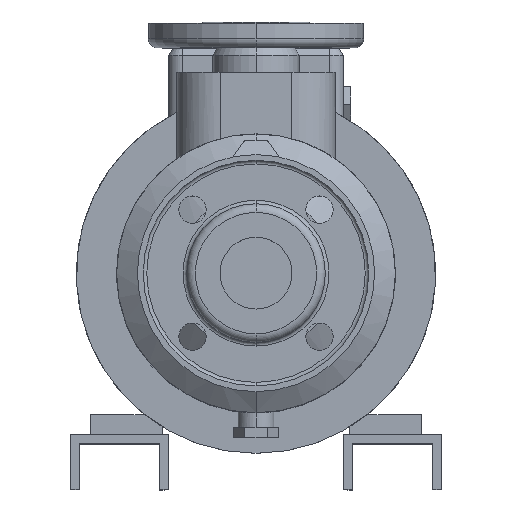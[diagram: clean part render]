
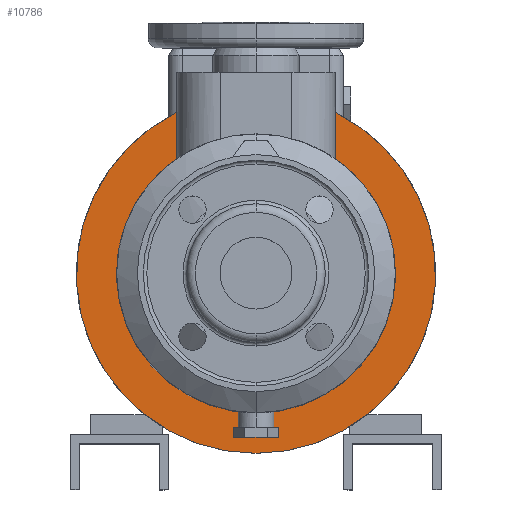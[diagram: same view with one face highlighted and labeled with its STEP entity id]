
A CAD part, top view. The second image highlights one B-rep face of the part: STEP entity #10786.
In plain terms, the highlighted planar face has unit normal (0, 0, 1).
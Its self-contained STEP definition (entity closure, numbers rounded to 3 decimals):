
#10 = VERTEX_POINT ( 'NONE', #5406 ) ;
#305 = AXIS2_PLACEMENT_3D ( 'NONE', #9470, #4104, #8492 ) ;
#465 = DIRECTION ( 'NONE',  ( 0., 0., 1. ) ) ;
#701 = DIRECTION ( 'NONE',  ( 0., 1., 0. ) ) ;
#819 = DIRECTION ( 'NONE',  ( 0., 0., 1. ) ) ;
#1075 = EDGE_CURVE ( 'NONE', #8037, #10, #6291, .T. ) ;
#1085 = CARTESIAN_POINT ( 'NONE',  ( -55., -125.002, -43. ) ) ;
#1686 = DIRECTION ( 'NONE',  ( 0., 0., 1. ) ) ;
#1957 = CARTESIAN_POINT ( 'NONE',  ( 55., 79.9, -43. ) ) ;
#2058 = DIRECTION ( 'NONE',  ( 0., -1., 0. ) ) ;
#2208 = CIRCLE ( 'NONE', #7328, 125. ) ;
#2412 = EDGE_LOOP ( 'NONE', ( #13070, #9223, #5362, #3284, #5309, #7269 ) ) ;
#2572 = CARTESIAN_POINT ( 'NONE',  ( -55., 112.25, -43. ) ) ;
#2803 = DIRECTION ( 'NONE',  ( 0., -1., 0. ) ) ;
#3284 = ORIENTED_EDGE ( 'NONE', *, *, #9957, .T. ) ;
#3786 = CARTESIAN_POINT ( 'NONE',  ( 0., 0., -43. ) ) ;
#4104 = DIRECTION ( 'NONE',  ( 0., 0., -1. ) ) ;
#4109 = VECTOR ( 'NONE', #12714, 1000. ) ;
#4196 = VERTEX_POINT ( 'NONE', #7530 ) ;
#5075 = CARTESIAN_POINT ( 'NONE',  ( 0., -125., -43. ) ) ;
#5084 = EDGE_CURVE ( 'NONE', #8023, #4196, #5939, .T. ) ;
#5193 = LINE ( 'NONE', #1085, #4109 ) ;
#5228 = CARTESIAN_POINT ( 'NONE',  ( -55., 79.9, -43. ) ) ;
#5309 = ORIENTED_EDGE ( 'NONE', *, *, #7080, .T. ) ;
#5362 = ORIENTED_EDGE ( 'NONE', *, *, #1075, .F. ) ;
#5406 = CARTESIAN_POINT ( 'NONE',  ( 0., -97., -43. ) ) ;
#5542 = AXIS2_PLACEMENT_3D ( 'NONE', #3786, #7127, #13534 ) ;
#5825 = CARTESIAN_POINT ( 'NONE',  ( 0., 0., -43. ) ) ;
#5939 = LINE ( 'NONE', #11430, #7682 ) ;
#6192 = PLANE ( 'NONE',  #305 ) ;
#6291 = CIRCLE ( 'NONE', #8956, 97. ) ;
#6832 = VERTEX_POINT ( 'NONE', #2572 ) ;
#7080 = EDGE_CURVE ( 'NONE', #6832, #11941, #2208, .T. ) ;
#7127 = DIRECTION ( 'NONE',  ( 0., 0., 1. ) ) ;
#7137 = EDGE_CURVE ( 'NONE', #10, #8023, #11331, .T. ) ;
#7269 = ORIENTED_EDGE ( 'NONE', *, *, #9787, .T. ) ;
#7328 = AXIS2_PLACEMENT_3D ( 'NONE', #7354, #819, #2058 ) ;
#7354 = CARTESIAN_POINT ( 'NONE',  ( 0., 0., -43. ) ) ;
#7530 = CARTESIAN_POINT ( 'NONE',  ( 55., 112.25, -43. ) ) ;
#7682 = VECTOR ( 'NONE', #701, 1000. ) ;
#8023 = VERTEX_POINT ( 'NONE', #1957 ) ;
#8037 = VERTEX_POINT ( 'NONE', #5228 ) ;
#8492 = DIRECTION ( 'NONE',  ( 0., 1., 0. ) ) ;
#8783 = CIRCLE ( 'NONE', #11890, 125. ) ;
#8956 = AXIS2_PLACEMENT_3D ( 'NONE', #11231, #1686, #2803 ) ;
#9223 = ORIENTED_EDGE ( 'NONE', *, *, #7137, .F. ) ;
#9470 = CARTESIAN_POINT ( 'NONE',  ( 0., 97., -43. ) ) ;
#9787 = EDGE_CURVE ( 'NONE', #11941, #4196, #8783, .T. ) ;
#9957 = EDGE_CURVE ( 'NONE', #8037, #6832, #5193, .T. ) ;
#10786 = ADVANCED_FACE ( 'NONE', ( #13778 ), #6192, .F. ) ;
#11231 = CARTESIAN_POINT ( 'NONE',  ( 0., 0., -43. ) ) ;
#11272 = DIRECTION ( 'NONE',  ( 0., -1., 0. ) ) ;
#11331 = CIRCLE ( 'NONE', #5542, 97. ) ;
#11430 = CARTESIAN_POINT ( 'NONE',  ( 55., -125.002, -43. ) ) ;
#11890 = AXIS2_PLACEMENT_3D ( 'NONE', #5825, #465, #11272 ) ;
#11941 = VERTEX_POINT ( 'NONE', #5075 ) ;
#12714 = DIRECTION ( 'NONE',  ( 0., 1., 0. ) ) ;
#13070 = ORIENTED_EDGE ( 'NONE', *, *, #5084, .F. ) ;
#13534 = DIRECTION ( 'NONE',  ( 0., -1., 0. ) ) ;
#13778 = FACE_OUTER_BOUND ( 'NONE', #2412, .T. ) ;
